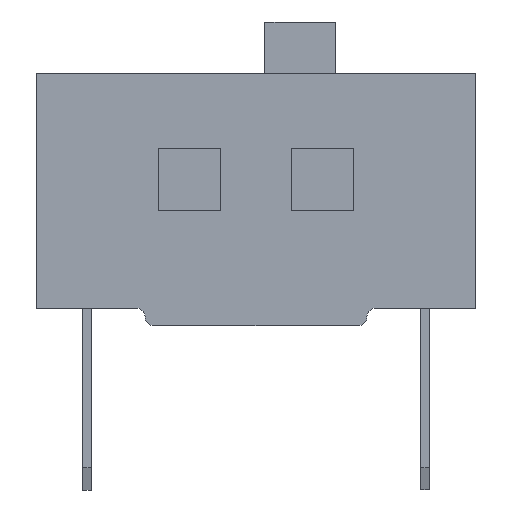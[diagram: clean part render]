
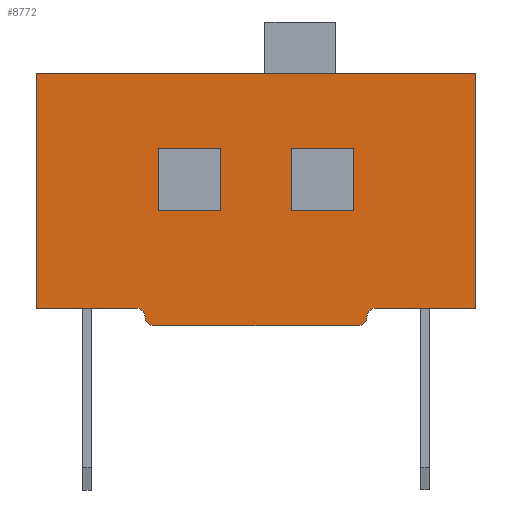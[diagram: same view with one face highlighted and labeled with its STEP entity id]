
A CAD part, left-side view. The second image highlights one B-rep face of the part: STEP entity #8772.
In plain terms, the highlighted planar face has unit normal (-1, 0, 0).
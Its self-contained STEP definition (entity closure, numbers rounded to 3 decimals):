
#276=CIRCLE('',#9147,0.2);
#277=CIRCLE('',#9148,0.2);
#278=CIRCLE('',#9149,0.2);
#279=CIRCLE('',#9150,0.2);
#294=ORIENTED_EDGE('',*,*,#2158,.T.);
#295=ORIENTED_EDGE('',*,*,#2159,.T.);
#296=ORIENTED_EDGE('',*,*,#2160,.T.);
#297=ORIENTED_EDGE('',*,*,#2161,.T.);
#298=ORIENTED_EDGE('',*,*,#2162,.T.);
#299=ORIENTED_EDGE('',*,*,#2163,.T.);
#300=ORIENTED_EDGE('',*,*,#2164,.T.);
#301=ORIENTED_EDGE('',*,*,#2165,.T.);
#302=ORIENTED_EDGE('',*,*,#2166,.F.);
#303=ORIENTED_EDGE('',*,*,#2167,.F.);
#304=ORIENTED_EDGE('',*,*,#2168,.T.);
#305=ORIENTED_EDGE('',*,*,#2169,.T.);
#306=ORIENTED_EDGE('',*,*,#2170,.T.);
#307=ORIENTED_EDGE('',*,*,#2171,.T.);
#308=ORIENTED_EDGE('',*,*,#2172,.T.);
#309=ORIENTED_EDGE('',*,*,#2173,.T.);
#310=ORIENTED_EDGE('',*,*,#2174,.T.);
#311=ORIENTED_EDGE('',*,*,#2175,.T.);
#2158=EDGE_CURVE('',#3090,#3091,#3714,.T.);
#2159=EDGE_CURVE('',#3091,#3092,#3715,.T.);
#2160=EDGE_CURVE('',#3092,#3093,#3716,.T.);
#2161=EDGE_CURVE('',#3093,#3090,#3717,.T.);
#2162=EDGE_CURVE('',#3094,#3095,#3718,.T.);
#2163=EDGE_CURVE('',#3095,#3096,#276,.F.);
#2164=EDGE_CURVE('',#3096,#3097,#277,.T.);
#2165=EDGE_CURVE('',#3097,#3098,#3719,.T.);
#2166=EDGE_CURVE('',#3099,#3098,#3720,.T.);
#2167=EDGE_CURVE('',#3100,#3099,#3721,.T.);
#2168=EDGE_CURVE('',#3100,#3101,#3722,.T.);
#2169=EDGE_CURVE('',#3101,#3102,#3723,.T.);
#2170=EDGE_CURVE('',#3102,#3103,#278,.T.);
#2171=EDGE_CURVE('',#3103,#3094,#279,.F.);
#2172=EDGE_CURVE('',#3104,#3105,#3724,.T.);
#2173=EDGE_CURVE('',#3105,#3106,#3725,.T.);
#2174=EDGE_CURVE('',#3106,#3107,#3726,.T.);
#2175=EDGE_CURVE('',#3107,#3104,#3727,.T.);
#3090=VERTEX_POINT('',#10975);
#3091=VERTEX_POINT('',#10976);
#3092=VERTEX_POINT('',#10978);
#3093=VERTEX_POINT('',#10980);
#3094=VERTEX_POINT('',#10983);
#3095=VERTEX_POINT('',#10984);
#3096=VERTEX_POINT('',#10986);
#3097=VERTEX_POINT('',#10988);
#3098=VERTEX_POINT('',#10990);
#3099=VERTEX_POINT('',#10992);
#3100=VERTEX_POINT('',#10994);
#3101=VERTEX_POINT('',#10996);
#3102=VERTEX_POINT('',#10998);
#3103=VERTEX_POINT('',#11000);
#3104=VERTEX_POINT('',#11003);
#3105=VERTEX_POINT('',#11004);
#3106=VERTEX_POINT('',#11006);
#3107=VERTEX_POINT('',#11008);
#3714=LINE('',#10974,#4458);
#3715=LINE('',#10977,#4459);
#3716=LINE('',#10979,#4460);
#3717=LINE('',#10981,#4461);
#3718=LINE('',#10982,#4462);
#3719=LINE('',#10989,#4463);
#3720=LINE('',#10991,#4464);
#3721=LINE('',#10993,#4465);
#3722=LINE('',#10995,#4466);
#3723=LINE('',#10997,#4467);
#3724=LINE('',#11002,#4468);
#3725=LINE('',#11005,#4469);
#3726=LINE('',#11007,#4470);
#3727=LINE('',#11009,#4471);
#4458=VECTOR('',#9510,1000.);
#4459=VECTOR('',#9511,1000.);
#4460=VECTOR('',#9512,1000.);
#4461=VECTOR('',#9513,1000.);
#4462=VECTOR('',#9514,1000.);
#4463=VECTOR('',#9519,1000.);
#4464=VECTOR('',#9520,1000.);
#4465=VECTOR('',#9521,1000.);
#4466=VECTOR('',#9522,1000.);
#4467=VECTOR('',#9523,1000.);
#4468=VECTOR('',#9528,1000.);
#4469=VECTOR('',#9529,1000.);
#4470=VECTOR('',#9530,1000.);
#4471=VECTOR('',#9531,1000.);
#5202=EDGE_LOOP('',(#294,#295,#296,#297));
#5203=EDGE_LOOP('',(#298,#299,#300,#301,#302,#303,#304,#305,#306,#307));
#5204=EDGE_LOOP('',(#308,#309,#310,#311));
#5624=FACE_BOUND('',#5202,.T.);
#5625=FACE_BOUND('',#5203,.T.);
#5626=FACE_BOUND('',#5204,.T.);
#6046=PLANE('',#9146);
#8772=ADVANCED_FACE('',(#5624,#5625,#5626),#6046,.F.);
#9146=AXIS2_PLACEMENT_3D('',#10973,#9508,#9509);
#9147=AXIS2_PLACEMENT_3D('',#10985,#9515,#9516);
#9148=AXIS2_PLACEMENT_3D('',#10987,#9517,#9518);
#9149=AXIS2_PLACEMENT_3D('',#10999,#9524,#9525);
#9150=AXIS2_PLACEMENT_3D('',#11001,#9526,#9527);
#9508=DIRECTION('',(1.,0.,0.));
#9509=DIRECTION('',(0.,0.,-1.));
#9510=DIRECTION('',(0.,1.,0.));
#9511=DIRECTION('',(0.,0.,1.));
#9512=DIRECTION('',(0.,-1.,0.));
#9513=DIRECTION('',(0.,0.,-1.));
#9514=DIRECTION('',(0.,-1.,0.));
#9515=DIRECTION('',(1.,0.,0.));
#9516=DIRECTION('',(0.,0.,-1.));
#9517=DIRECTION('',(1.,0.,0.));
#9518=DIRECTION('',(0.,0.,-1.));
#9519=DIRECTION('',(0.,-1.,0.));
#9520=DIRECTION('',(0.,0.,-1.));
#9521=DIRECTION('',(0.,-1.,0.));
#9522=DIRECTION('',(0.,0.,-1.));
#9523=DIRECTION('',(0.,-1.,0.));
#9524=DIRECTION('',(1.,0.,0.));
#9525=DIRECTION('',(0.,0.,-1.));
#9526=DIRECTION('',(1.,0.,0.));
#9527=DIRECTION('',(0.,0.,-1.));
#9528=DIRECTION('',(0.,1.,0.));
#9529=DIRECTION('',(0.,0.,1.));
#9530=DIRECTION('',(0.,-1.,0.));
#9531=DIRECTION('',(0.,0.,-1.));
#10973=CARTESIAN_POINT('',(-12.08,4.95,5.3));
#10974=CARTESIAN_POINT('',(-12.08,0.8,2.2));
#10975=CARTESIAN_POINT('',(-12.08,0.8,2.2));
#10976=CARTESIAN_POINT('',(-12.08,2.2,2.2));
#10977=CARTESIAN_POINT('',(-12.08,2.2,2.2));
#10978=CARTESIAN_POINT('',(-12.08,2.2,3.6));
#10979=CARTESIAN_POINT('',(-12.08,2.2,3.6));
#10980=CARTESIAN_POINT('',(-12.08,0.8,3.6));
#10981=CARTESIAN_POINT('',(-12.08,0.8,3.6));
#10982=CARTESIAN_POINT('',(-12.08,2.5,-0.4));
#10983=CARTESIAN_POINT('',(-12.08,2.3,-0.4));
#10984=CARTESIAN_POINT('',(-12.08,-2.3,-0.4));
#10985=CARTESIAN_POINT('',(-12.08,-2.3,-0.2));
#10986=CARTESIAN_POINT('',(-12.08,-2.5,-0.2));
#10987=CARTESIAN_POINT('',(-12.08,-2.7,-0.2));
#10988=CARTESIAN_POINT('',(-12.08,-2.7,0.));
#10989=CARTESIAN_POINT('',(-12.08,4.95,0.));
#10990=CARTESIAN_POINT('',(-12.08,-4.95,0.));
#10991=CARTESIAN_POINT('',(-12.08,-4.95,5.3));
#10992=CARTESIAN_POINT('',(-12.08,-4.95,5.3));
#10993=CARTESIAN_POINT('',(-12.08,4.95,5.3));
#10994=CARTESIAN_POINT('',(-12.08,4.95,5.3));
#10995=CARTESIAN_POINT('',(-12.08,4.95,5.3));
#10996=CARTESIAN_POINT('',(-12.08,4.95,0.));
#10997=CARTESIAN_POINT('',(-12.08,4.95,0.));
#10998=CARTESIAN_POINT('',(-12.08,2.7,0.));
#10999=CARTESIAN_POINT('',(-12.08,2.7,-0.2));
#11000=CARTESIAN_POINT('',(-12.08,2.5,-0.2));
#11001=CARTESIAN_POINT('',(-12.08,2.3,-0.2));
#11002=CARTESIAN_POINT('',(-12.08,-2.2,2.2));
#11003=CARTESIAN_POINT('',(-12.08,-2.2,2.2));
#11004=CARTESIAN_POINT('',(-12.08,-0.8,2.2));
#11005=CARTESIAN_POINT('',(-12.08,-0.8,2.2));
#11006=CARTESIAN_POINT('',(-12.08,-0.8,3.6));
#11007=CARTESIAN_POINT('',(-12.08,-0.8,3.6));
#11008=CARTESIAN_POINT('',(-12.08,-2.2,3.6));
#11009=CARTESIAN_POINT('',(-12.08,-2.2,3.6));
